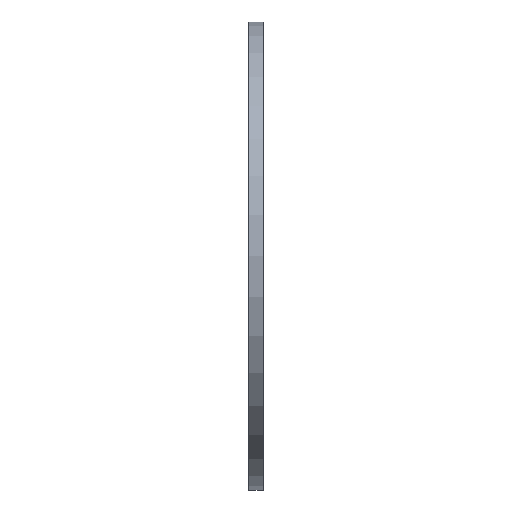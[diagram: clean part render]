
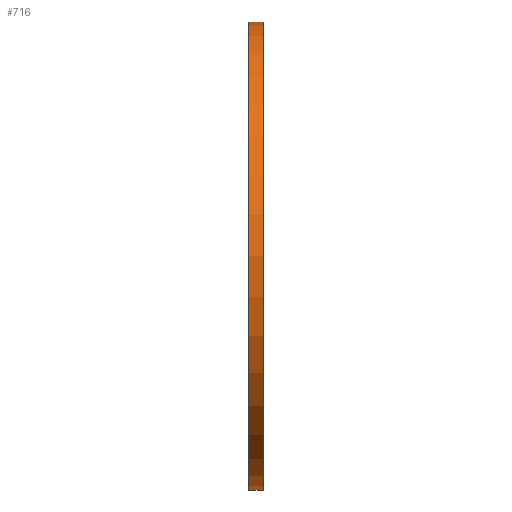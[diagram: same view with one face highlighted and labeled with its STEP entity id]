
A CAD part, left-side view. The second image highlights one B-rep face of the part: STEP entity #716.
In plain terms, the highlighted cylindrical face has radius 375 mm (diameter 750 mm), a partial arc.
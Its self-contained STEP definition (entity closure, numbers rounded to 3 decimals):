
#6 = EDGE_CURVE ( 'NONE', #3882, #3813, #2816, .T. ) ;
#77 = EDGE_CURVE ( 'NONE', #1698, #3813, #606, .T. ) ;
#203 = AXIS2_PLACEMENT_3D ( 'NONE', #259, #2883, #1110 ) ;
#259 = CARTESIAN_POINT ( 'NONE',  ( 0., 0.4, 0. ) ) ;
#477 = VECTOR ( 'NONE', #3361, 1000. ) ;
#567 = LINE ( 'NONE', #1171, #477 ) ;
#606 = LINE ( 'NONE', #2787, #2953 ) ;
#716 = ADVANCED_FACE ( 'NONE', ( #2233 ), #3890, .T. ) ;
#806 = CARTESIAN_POINT ( 'NONE',  ( 0., 0.4, 375. ) ) ;
#818 = CARTESIAN_POINT ( 'NONE',  ( 0., 24., 0. ) ) ;
#904 = VERTEX_POINT ( 'NONE', #3845 ) ;
#947 = CARTESIAN_POINT ( 'NONE',  ( 0., 23.6, 375. ) ) ;
#971 = DIRECTION ( 'NONE',  ( 0., 0., -1. ) ) ;
#1075 = CARTESIAN_POINT ( 'NONE',  ( 0., 23.6, 0. ) ) ;
#1110 = DIRECTION ( 'NONE',  ( 0., 0., 1. ) ) ;
#1171 = CARTESIAN_POINT ( 'NONE',  ( 0., 24., -375. ) ) ;
#1220 = ORIENTED_EDGE ( 'NONE', *, *, #77, .F. ) ;
#1367 = DIRECTION ( 'NONE',  ( 0., 0., 1. ) ) ;
#1373 = CIRCLE ( 'NONE', #3001, 375. ) ;
#1530 = ORIENTED_EDGE ( 'NONE', *, *, #6, .T. ) ;
#1698 = VERTEX_POINT ( 'NONE', #947 ) ;
#2068 = EDGE_CURVE ( 'NONE', #1698, #904, #1373, .T. ) ;
#2076 = DIRECTION ( 'NONE',  ( 0., -1., 0. ) ) ;
#2233 = FACE_OUTER_BOUND ( 'NONE', #3324, .T. ) ;
#2424 = CARTESIAN_POINT ( 'NONE',  ( 0., 0.4, -375. ) ) ;
#2500 = DIRECTION ( 'NONE',  ( 0., -1., 0. ) ) ;
#2514 = AXIS2_PLACEMENT_3D ( 'NONE', #818, #2076, #971 ) ;
#2619 = ORIENTED_EDGE ( 'NONE', *, *, #3016, .T. ) ;
#2787 = CARTESIAN_POINT ( 'NONE',  ( 0., 24., 375. ) ) ;
#2816 = CIRCLE ( 'NONE', #203, 375. ) ;
#2883 = DIRECTION ( 'NONE',  ( 0., 1., 0. ) ) ;
#2940 = ORIENTED_EDGE ( 'NONE', *, *, #2068, .T. ) ;
#2953 = VECTOR ( 'NONE', #2500, 1000. ) ;
#3001 = AXIS2_PLACEMENT_3D ( 'NONE', #1075, #3247, #1367 ) ;
#3016 = EDGE_CURVE ( 'NONE', #904, #3882, #567, .T. ) ;
#3247 = DIRECTION ( 'NONE',  ( 0., -1., 0. ) ) ;
#3324 = EDGE_LOOP ( 'NONE', ( #1220, #2940, #2619, #1530 ) ) ;
#3361 = DIRECTION ( 'NONE',  ( 0., -1., 0. ) ) ;
#3813 = VERTEX_POINT ( 'NONE', #806 ) ;
#3845 = CARTESIAN_POINT ( 'NONE',  ( 0., 23.6, -375. ) ) ;
#3882 = VERTEX_POINT ( 'NONE', #2424 ) ;
#3890 = CYLINDRICAL_SURFACE ( 'NONE', #2514, 375. ) ;
